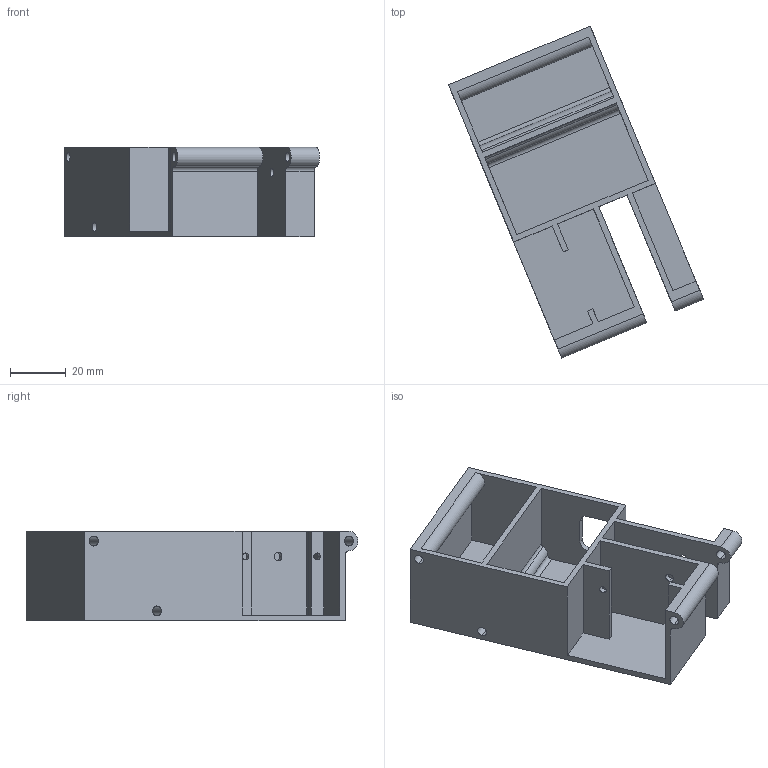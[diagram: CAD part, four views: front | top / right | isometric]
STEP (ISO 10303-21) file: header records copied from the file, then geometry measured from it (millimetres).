
FILE_DESCRIPTION (( 'STEP AP203' ), '1' );
FILE_NAME ('Deployer_3_electronics_box.STEP', '2016-06-07T11:12:46', ( '' ), ( '' ), 'SwSTEP 2.0', 'SolidWorks 2015', '' );
FILE_SCHEMA (( 'CONFIG_CONTROL_DESIGN' ));
Length unit declared in the file: millimetre
Products named in the file (1): Deployer_3_electronics_box
Bounding box: 91.41 x 118.98 x 32 mm (x, y, z)
Volume: 36813.5 mm3; surface area: 37200.1 mm2
Topology: 1 solids, 1 shells, 71 faces, 204 edges, 136 vertices
Faces by surface type: plane 39, cylinder 32
Entity records: 2455 total; most frequent: CARTESIAN_POINT 412, DIRECTION 412, ORIENTED_EDGE 408, EDGE_CURVE 204, LINE 140, VECTOR 140, AXIS2_PLACEMENT_3D 136, VERTEX_POINT 136
